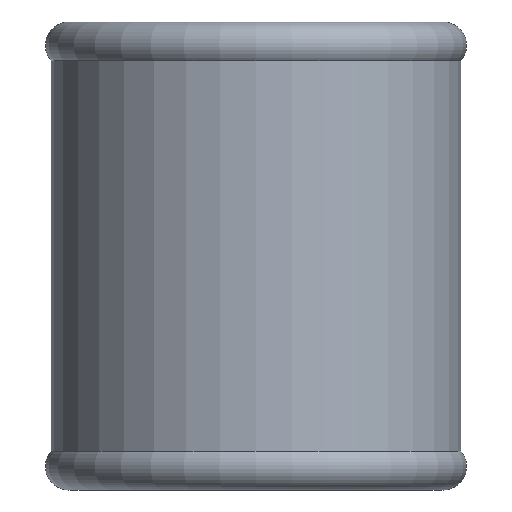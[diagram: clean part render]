
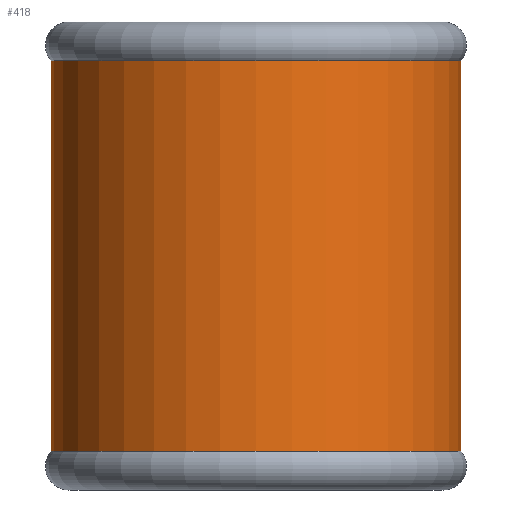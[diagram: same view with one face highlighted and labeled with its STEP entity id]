
A CAD part, front view. The second image highlights one B-rep face of the part: STEP entity #418.
In plain terms, the highlighted cylindrical face has radius 13.906 mm (diameter 27.813 mm), a partial arc.
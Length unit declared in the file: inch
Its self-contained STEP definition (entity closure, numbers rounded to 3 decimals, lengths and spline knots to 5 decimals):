
#7 = DIRECTION ( 'NONE',  ( 0., 0., 1. ) ) ;
#30 = EDGE_CURVE ( 'NONE', #427, #58, #131, .T. ) ;
#31 = AXIS2_PLACEMENT_3D ( 'NONE', #269, #36, #392 ) ;
#36 = DIRECTION ( 'NONE',  ( 0., 0., -1. ) ) ;
#58 = VERTEX_POINT ( 'NONE', #295 ) ;
#123 = CARTESIAN_POINT ( 'NONE',  ( 0., 0., 1.25 ) ) ;
#127 = ORIENTED_EDGE ( 'NONE', *, *, #356, .T. ) ;
#131 = LINE ( 'NONE', #334, #217 ) ;
#137 = EDGE_CURVE ( 'NONE', #161, #151, #432, .T. ) ;
#151 = VERTEX_POINT ( 'NONE', #380 ) ;
#159 = CYLINDRICAL_SURFACE ( 'NONE', #473, 0.5475 ) ;
#160 = VECTOR ( 'NONE', #258, 39.37008 ) ;
#161 = VERTEX_POINT ( 'NONE', #265 ) ;
#216 = ORIENTED_EDGE ( 'NONE', *, *, #30, .T. ) ;
#217 = VECTOR ( 'NONE', #251, 39.37008 ) ;
#251 = DIRECTION ( 'NONE',  ( 0., 0., -1. ) ) ;
#258 = DIRECTION ( 'NONE',  ( 0., 0., -1. ) ) ;
#265 = CARTESIAN_POINT ( 'NONE',  ( 0.5475, 0., 1.14688 ) ) ;
#269 = CARTESIAN_POINT ( 'NONE',  ( 0., 0., 1.14688 ) ) ;
#279 = DIRECTION ( 'NONE',  ( 0., 0., -1. ) ) ;
#280 = AXIS2_PLACEMENT_3D ( 'NONE', #417, #7, #483 ) ;
#294 = EDGE_LOOP ( 'NONE', ( #360, #127, #216, #420 ) ) ;
#295 = CARTESIAN_POINT ( 'NONE',  ( -0.5475, 0., 0.10312 ) ) ;
#334 = CARTESIAN_POINT ( 'NONE',  ( -0.5475, 0., 1.25 ) ) ;
#356 = EDGE_CURVE ( 'NONE', #161, #427, #437, .T. ) ;
#360 = ORIENTED_EDGE ( 'NONE', *, *, #137, .F. ) ;
#363 = CARTESIAN_POINT ( 'NONE',  ( -0.5475, 0., 1.14688 ) ) ;
#380 = CARTESIAN_POINT ( 'NONE',  ( 0.5475, 0., 0.10312 ) ) ;
#392 = DIRECTION ( 'NONE',  ( 1., 0., 0. ) ) ;
#401 = CIRCLE ( 'NONE', #280, 0.5475 ) ;
#412 = DIRECTION ( 'NONE',  ( -1., 0., 0. ) ) ;
#417 = CARTESIAN_POINT ( 'NONE',  ( 0., 0., 0.10312 ) ) ;
#418 = ADVANCED_FACE ( 'NONE', ( #494 ), #159, .T. ) ;
#420 = ORIENTED_EDGE ( 'NONE', *, *, #496, .T. ) ;
#427 = VERTEX_POINT ( 'NONE', #363 ) ;
#432 = LINE ( 'NONE', #500, #160 ) ;
#437 = CIRCLE ( 'NONE', #31, 0.5475 ) ;
#473 = AXIS2_PLACEMENT_3D ( 'NONE', #123, #279, #412 ) ;
#483 = DIRECTION ( 'NONE',  ( -1., 0., 0. ) ) ;
#494 = FACE_OUTER_BOUND ( 'NONE', #294, .T. ) ;
#496 = EDGE_CURVE ( 'NONE', #58, #151, #401, .T. ) ;
#500 = CARTESIAN_POINT ( 'NONE',  ( 0.5475, 0., 1.25 ) ) ;
